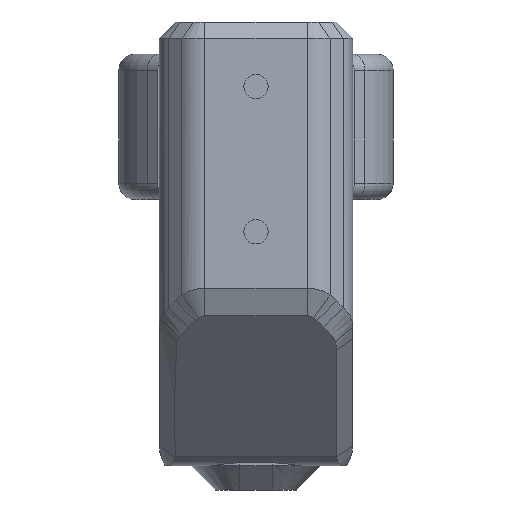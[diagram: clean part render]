
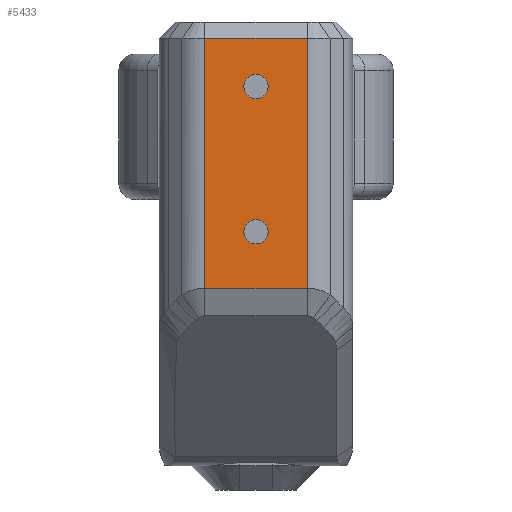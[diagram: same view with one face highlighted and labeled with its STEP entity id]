
A CAD part, left-side view. The second image highlights one B-rep face of the part: STEP entity #5433.
In plain terms, the highlighted planar face has unit normal (-1, 0, 0).
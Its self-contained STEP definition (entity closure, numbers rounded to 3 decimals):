
#960 = PLANE('',#961);
#961 = AXIS2_PLACEMENT_3D('',#962,#963,#964);
#962 = CARTESIAN_POINT('',(-15.5,-3.172,35.5));
#963 = DIRECTION('',(0.707,0.,-0.707));
#964 = DIRECTION('',(-0.,-1.,-0.));
#2464 = VERTEX_POINT('',#2465);
#2465 = CARTESIAN_POINT('',(-16.,-3.172,35.));
#2499 = CYLINDRICAL_SURFACE('',#2500,2.);
#2500 = AXIS2_PLACEMENT_3D('',#2501,#2502,#2503);
#2501 = CARTESIAN_POINT('',(-14.,-3.172,18.5));
#2502 = DIRECTION('',(0.,0.,1.));
#2503 = DIRECTION('',(-1.,0.,0.));
#2569 = VERTEX_POINT('',#2570);
#2570 = CARTESIAN_POINT('',(-16.,3.172,35.));
#2589 = EDGE_CURVE('',#2464,#2569,#2590,.T.);
#2590 = SURFACE_CURVE('',#2591,(#2595,#2602),.PCURVE_S1.);
#2591 = LINE('',#2592,#2593);
#2592 = CARTESIAN_POINT('',(-16.,-3.172,35.));
#2593 = VECTOR('',#2594,1.);
#2594 = DIRECTION('',(0.,1.,0.));
#2595 = PCURVE('',#960,#2596);
#2596 = DEFINITIONAL_REPRESENTATION('',(#2597),#2601);
#2597 = LINE('',#2598,#2599);
#2598 = CARTESIAN_POINT('',(-0.,0.707));
#2599 = VECTOR('',#2600,1.);
#2600 = DIRECTION('',(-1.,0.));
#2601 = ( GEOMETRIC_REPRESENTATION_CONTEXT(2) 
PARAMETRIC_REPRESENTATION_CONTEXT() REPRESENTATION_CONTEXT('2D SPACE',''
  ) );
#2602 = PCURVE('',#2603,#2608);
#2603 = PLANE('',#2604);
#2604 = AXIS2_PLACEMENT_3D('',#2605,#2606,#2607);
#2605 = CARTESIAN_POINT('',(-16.,-6.,8.5));
#2606 = DIRECTION('',(1.,0.,0.));
#2607 = DIRECTION('',(0.,0.,1.));
#2608 = DEFINITIONAL_REPRESENTATION('',(#2609),#2613);
#2609 = LINE('',#2610,#2611);
#2610 = CARTESIAN_POINT('',(26.5,-2.828));
#2611 = VECTOR('',#2612,1.);
#2612 = DIRECTION('',(0.,-1.));
#2613 = ( GEOMETRIC_REPRESENTATION_CONTEXT(2) 
PARAMETRIC_REPRESENTATION_CONTEXT() REPRESENTATION_CONTEXT('2D SPACE',''
  ) );
#2636 = CYLINDRICAL_SURFACE('',#2637,2.);
#2637 = AXIS2_PLACEMENT_3D('',#2638,#2639,#2640);
#2638 = CARTESIAN_POINT('',(-14.,3.172,18.5));
#2639 = DIRECTION('',(0.,0.,1.));
#2640 = DIRECTION('',(-1.,0.,0.));
#3061 = CYLINDRICAL_SURFACE('',#3062,0.75);
#3062 = AXIS2_PLACEMENT_3D('',#3063,#3064,#3065);
#3063 = CARTESIAN_POINT('',(2.,0.,32.));
#3064 = DIRECTION('',(-1.,0.,0.));
#3065 = DIRECTION('',(0.,0.,-1.));
#3092 = CYLINDRICAL_SURFACE('',#3093,0.75);
#3093 = AXIS2_PLACEMENT_3D('',#3094,#3095,#3096);
#3094 = CARTESIAN_POINT('',(2.,0.,23.));
#3095 = DIRECTION('',(-1.,0.,0.));
#3096 = DIRECTION('',(0.,0.,-1.));
#5273 = EDGE_CURVE('',#5274,#2464,#5276,.T.);
#5274 = VERTEX_POINT('',#5275);
#5275 = CARTESIAN_POINT('',(-16.,-3.172,19.5));
#5276 = SURFACE_CURVE('',#5277,(#5281,#5288),.PCURVE_S1.);
#5277 = LINE('',#5278,#5279);
#5278 = CARTESIAN_POINT('',(-16.,-3.172,18.5));
#5279 = VECTOR('',#5280,1.);
#5280 = DIRECTION('',(0.,0.,1.));
#5281 = PCURVE('',#2499,#5282);
#5282 = DEFINITIONAL_REPRESENTATION('',(#5283),#5287);
#5283 = LINE('',#5284,#5285);
#5284 = CARTESIAN_POINT('',(0.,0.));
#5285 = VECTOR('',#5286,1.);
#5286 = DIRECTION('',(0.,1.));
#5287 = ( GEOMETRIC_REPRESENTATION_CONTEXT(2) 
PARAMETRIC_REPRESENTATION_CONTEXT() REPRESENTATION_CONTEXT('2D SPACE',''
  ) );
#5288 = PCURVE('',#2603,#5289);
#5289 = DEFINITIONAL_REPRESENTATION('',(#5290),#5294);
#5290 = LINE('',#5291,#5292);
#5291 = CARTESIAN_POINT('',(10.,-2.828));
#5292 = VECTOR('',#5293,1.);
#5293 = DIRECTION('',(1.,0.));
#5294 = ( GEOMETRIC_REPRESENTATION_CONTEXT(2) 
PARAMETRIC_REPRESENTATION_CONTEXT() REPRESENTATION_CONTEXT('2D SPACE',''
  ) );
#5433 = ADVANCED_FACE('',(#5434,#5487,#5517),#2603,.F.);
#5434 = FACE_BOUND('',#5435,.F.);
#5435 = EDGE_LOOP('',(#5436,#5437,#5465,#5486));
#5436 = ORIENTED_EDGE('',*,*,#5273,.F.);
#5437 = ORIENTED_EDGE('',*,*,#5438,.T.);
#5438 = EDGE_CURVE('',#5274,#5439,#5441,.T.);
#5439 = VERTEX_POINT('',#5440);
#5440 = CARTESIAN_POINT('',(-16.,3.172,19.5));
#5441 = SURFACE_CURVE('',#5442,(#5446,#5453),.PCURVE_S1.);
#5442 = LINE('',#5443,#5444);
#5443 = CARTESIAN_POINT('',(-16.,-3.172,19.5));
#5444 = VECTOR('',#5445,1.);
#5445 = DIRECTION('',(0.,1.,0.));
#5446 = PCURVE('',#2603,#5447);
#5447 = DEFINITIONAL_REPRESENTATION('',(#5448),#5452);
#5448 = LINE('',#5449,#5450);
#5449 = CARTESIAN_POINT('',(11.,-2.828));
#5450 = VECTOR('',#5451,1.);
#5451 = DIRECTION('',(0.,-1.));
#5452 = ( GEOMETRIC_REPRESENTATION_CONTEXT(2) 
PARAMETRIC_REPRESENTATION_CONTEXT() REPRESENTATION_CONTEXT('2D SPACE',''
  ) );
#5453 = PCURVE('',#5454,#5459);
#5454 = PLANE('',#5455);
#5455 = AXIS2_PLACEMENT_3D('',#5456,#5457,#5458);
#5456 = CARTESIAN_POINT('',(-15.646,-3.172,
    18.646));
#5457 = DIRECTION('',(0.924,0.,0.383));
#5458 = DIRECTION('',(0.,1.,0.));
#5459 = DEFINITIONAL_REPRESENTATION('',(#5460),#5464);
#5460 = LINE('',#5461,#5462);
#5461 = CARTESIAN_POINT('',(0.,0.924));
#5462 = VECTOR('',#5463,1.);
#5463 = DIRECTION('',(1.,0.));
#5464 = ( GEOMETRIC_REPRESENTATION_CONTEXT(2) 
PARAMETRIC_REPRESENTATION_CONTEXT() REPRESENTATION_CONTEXT('2D SPACE',''
  ) );
#5465 = ORIENTED_EDGE('',*,*,#5466,.T.);
#5466 = EDGE_CURVE('',#5439,#2569,#5467,.T.);
#5467 = SURFACE_CURVE('',#5468,(#5472,#5479),.PCURVE_S1.);
#5468 = LINE('',#5469,#5470);
#5469 = CARTESIAN_POINT('',(-16.,3.172,18.5));
#5470 = VECTOR('',#5471,1.);
#5471 = DIRECTION('',(0.,0.,1.));
#5472 = PCURVE('',#2603,#5473);
#5473 = DEFINITIONAL_REPRESENTATION('',(#5474),#5478);
#5474 = LINE('',#5475,#5476);
#5475 = CARTESIAN_POINT('',(10.,-9.172));
#5476 = VECTOR('',#5477,1.);
#5477 = DIRECTION('',(1.,0.));
#5478 = ( GEOMETRIC_REPRESENTATION_CONTEXT(2) 
PARAMETRIC_REPRESENTATION_CONTEXT() REPRESENTATION_CONTEXT('2D SPACE',''
  ) );
#5479 = PCURVE('',#2636,#5480);
#5480 = DEFINITIONAL_REPRESENTATION('',(#5481),#5485);
#5481 = LINE('',#5482,#5483);
#5482 = CARTESIAN_POINT('',(-0.,0.));
#5483 = VECTOR('',#5484,1.);
#5484 = DIRECTION('',(-0.,1.));
#5485 = ( GEOMETRIC_REPRESENTATION_CONTEXT(2) 
PARAMETRIC_REPRESENTATION_CONTEXT() REPRESENTATION_CONTEXT('2D SPACE',''
  ) );
#5486 = ORIENTED_EDGE('',*,*,#2589,.F.);
#5487 = FACE_BOUND('',#5488,.F.);
#5488 = EDGE_LOOP('',(#5489));
#5489 = ORIENTED_EDGE('',*,*,#5490,.T.);
#5490 = EDGE_CURVE('',#5491,#5491,#5493,.T.);
#5491 = VERTEX_POINT('',#5492);
#5492 = CARTESIAN_POINT('',(-16.,0.,31.25));
#5493 = SURFACE_CURVE('',#5494,(#5499,#5510),.PCURVE_S1.);
#5494 = CIRCLE('',#5495,0.75);
#5495 = AXIS2_PLACEMENT_3D('',#5496,#5497,#5498);
#5496 = CARTESIAN_POINT('',(-16.,0.,32.));
#5497 = DIRECTION('',(-1.,0.,0.));
#5498 = DIRECTION('',(0.,0.,-1.));
#5499 = PCURVE('',#2603,#5500);
#5500 = DEFINITIONAL_REPRESENTATION('',(#5501),#5509);
#5501 = ( BOUNDED_CURVE() B_SPLINE_CURVE(2,(#5502,#5503,#5504,#5505,
#5506,#5507,#5508),.UNSPECIFIED.,.T.,.F.) B_SPLINE_CURVE_WITH_KNOTS((1,2
    ,2,2,2,1),(-2.094,0.,2.094,4.189,
6.283,8.378),.UNSPECIFIED.) CURVE() 
GEOMETRIC_REPRESENTATION_ITEM() RATIONAL_B_SPLINE_CURVE((1.,0.5,1.,0.5,
1.,0.5,1.)) REPRESENTATION_ITEM('') );
#5502 = CARTESIAN_POINT('',(22.75,-6.));
#5503 = CARTESIAN_POINT('',(22.75,-4.701));
#5504 = CARTESIAN_POINT('',(23.875,-5.35));
#5505 = CARTESIAN_POINT('',(25.,-6.));
#5506 = CARTESIAN_POINT('',(23.875,-6.65));
#5507 = CARTESIAN_POINT('',(22.75,-7.299));
#5508 = CARTESIAN_POINT('',(22.75,-6.));
#5509 = ( GEOMETRIC_REPRESENTATION_CONTEXT(2) 
PARAMETRIC_REPRESENTATION_CONTEXT() REPRESENTATION_CONTEXT('2D SPACE',''
  ) );
#5510 = PCURVE('',#3061,#5511);
#5511 = DEFINITIONAL_REPRESENTATION('',(#5512),#5516);
#5512 = LINE('',#5513,#5514);
#5513 = CARTESIAN_POINT('',(0.,18.));
#5514 = VECTOR('',#5515,1.);
#5515 = DIRECTION('',(1.,0.));
#5516 = ( GEOMETRIC_REPRESENTATION_CONTEXT(2) 
PARAMETRIC_REPRESENTATION_CONTEXT() REPRESENTATION_CONTEXT('2D SPACE',''
  ) );
#5517 = FACE_BOUND('',#5518,.F.);
#5518 = EDGE_LOOP('',(#5519));
#5519 = ORIENTED_EDGE('',*,*,#5520,.T.);
#5520 = EDGE_CURVE('',#5521,#5521,#5523,.T.);
#5521 = VERTEX_POINT('',#5522);
#5522 = CARTESIAN_POINT('',(-16.,0.,22.25));
#5523 = SURFACE_CURVE('',#5524,(#5529,#5540),.PCURVE_S1.);
#5524 = CIRCLE('',#5525,0.75);
#5525 = AXIS2_PLACEMENT_3D('',#5526,#5527,#5528);
#5526 = CARTESIAN_POINT('',(-16.,0.,23.));
#5527 = DIRECTION('',(-1.,0.,0.));
#5528 = DIRECTION('',(0.,0.,-1.));
#5529 = PCURVE('',#2603,#5530);
#5530 = DEFINITIONAL_REPRESENTATION('',(#5531),#5539);
#5531 = ( BOUNDED_CURVE() B_SPLINE_CURVE(2,(#5532,#5533,#5534,#5535,
#5536,#5537,#5538),.UNSPECIFIED.,.T.,.F.) B_SPLINE_CURVE_WITH_KNOTS((1,2
    ,2,2,2,1),(-2.094,0.,2.094,4.189,
6.283,8.378),.UNSPECIFIED.) CURVE() 
GEOMETRIC_REPRESENTATION_ITEM() RATIONAL_B_SPLINE_CURVE((1.,0.5,1.,0.5,
1.,0.5,1.)) REPRESENTATION_ITEM('') );
#5532 = CARTESIAN_POINT('',(13.75,-6.));
#5533 = CARTESIAN_POINT('',(13.75,-4.701));
#5534 = CARTESIAN_POINT('',(14.875,-5.35));
#5535 = CARTESIAN_POINT('',(16.,-6.));
#5536 = CARTESIAN_POINT('',(14.875,-6.65));
#5537 = CARTESIAN_POINT('',(13.75,-7.299));
#5538 = CARTESIAN_POINT('',(13.75,-6.));
#5539 = ( GEOMETRIC_REPRESENTATION_CONTEXT(2) 
PARAMETRIC_REPRESENTATION_CONTEXT() REPRESENTATION_CONTEXT('2D SPACE',''
  ) );
#5540 = PCURVE('',#3092,#5541);
#5541 = DEFINITIONAL_REPRESENTATION('',(#5542),#5546);
#5542 = LINE('',#5543,#5544);
#5543 = CARTESIAN_POINT('',(0.,18.));
#5544 = VECTOR('',#5545,1.);
#5545 = DIRECTION('',(1.,0.));
#5546 = ( GEOMETRIC_REPRESENTATION_CONTEXT(2) 
PARAMETRIC_REPRESENTATION_CONTEXT() REPRESENTATION_CONTEXT('2D SPACE',''
  ) );
